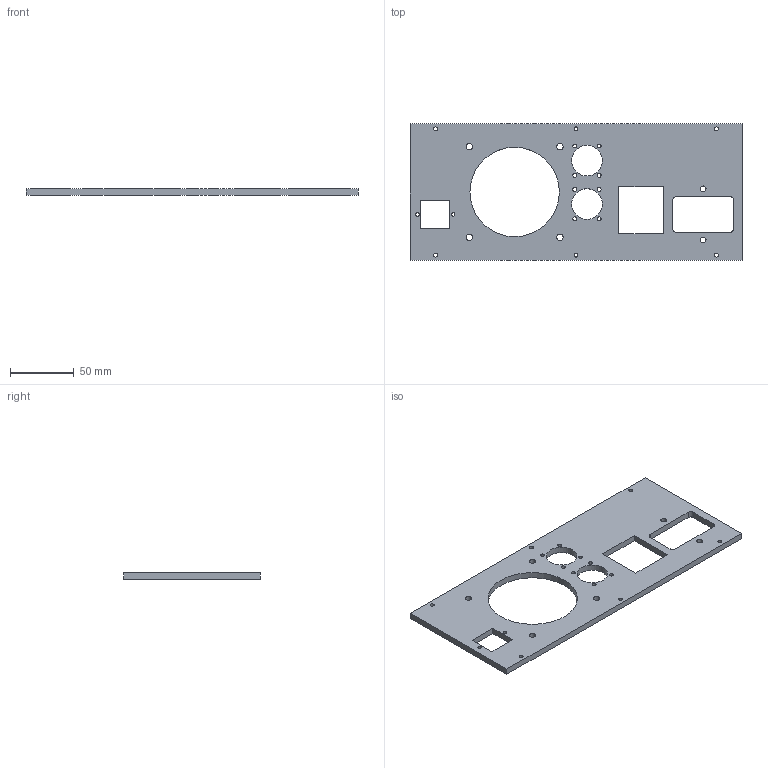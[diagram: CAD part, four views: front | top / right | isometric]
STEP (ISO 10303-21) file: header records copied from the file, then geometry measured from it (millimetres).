
FILE_DESCRIPTION(/* description */ (''),/* implementation_level */ '2;1');
FILE_NAME(/* name */ 'backPanel.step',/* time_stamp */ '2020-09-08T14:50:50+08:00',/* author */ (''),/* organization */ (''),/* preprocessor_version */ 'ST-DEVELOPER v18.1',/* originating_system */ 'Autodesk Translation Framework v9.3.0.1241',/* authorisation */ '');
FILE_SCHEMA (('AUTOMOTIVE_DESIGN { 1 0 10303 214 3 1 1 }'));
Length unit declared in the file: millimetre
Products named in the file (1): backPanel
Bounding box: 260 x 107 x 5 mm (x, y, z)
Volume: 98433.8 mm3; surface area: 47996.9 mm2
Topology: 1 solids, 1 shells, 57 faces, 155 edges, 100 vertices
Faces by surface type: cylinder 29, plane 18, cone 10
Full cylindrical faces by diameter (mm): 2.8 x2, 3.1 x14, 4.5 x2, 5 x4, 24 x2, 70 x1
Entity records: 1969 total; most frequent: DIRECTION 339, CARTESIAN_POINT 313, ORIENTED_EDGE 310, EDGE_CURVE 155, AXIS2_PLACEMENT_3D 126, EDGE_LOOP 113, VERTEX_POINT 100, LINE 87
